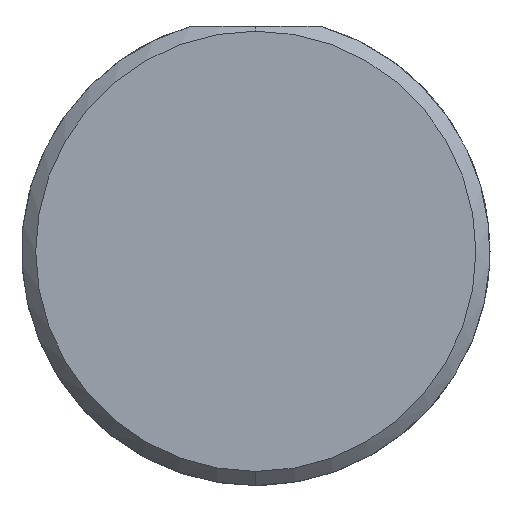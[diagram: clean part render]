
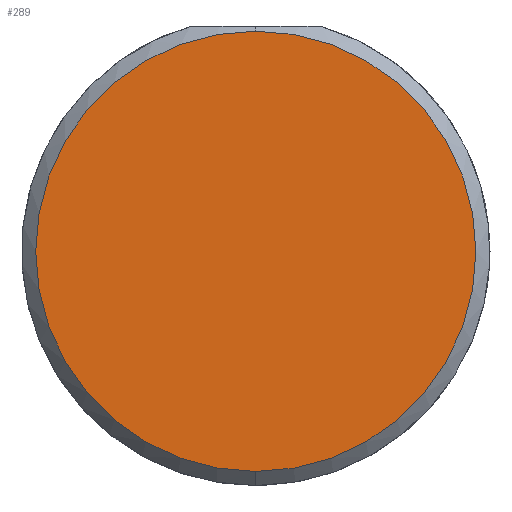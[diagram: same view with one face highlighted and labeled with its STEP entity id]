
A CAD part, left-side view. The second image highlights one B-rep face of the part: STEP entity #289.
In plain terms, the highlighted planar face has unit normal (-1, 0, 0).
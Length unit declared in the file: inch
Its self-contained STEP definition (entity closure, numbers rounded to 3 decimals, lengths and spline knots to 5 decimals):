
#14 = CARTESIAN_POINT ( 'NONE',  ( 0., 0., 0. ) ) ;
#37 = CIRCLE ( 'NONE', #805, 0.23485 ) ;
#48 = PLANE ( 'NONE',  #685 ) ;
#51 = DIRECTION ( 'NONE',  ( 0., 0., -1. ) ) ;
#85 = CIRCLE ( 'NONE', #708, 0.23485 ) ;
#92 = ORIENTED_EDGE ( 'NONE', *, *, #675, .T. ) ;
#123 = VERTEX_POINT ( 'NONE', #702 ) ;
#163 = CARTESIAN_POINT ( 'NONE',  ( 0., 0., 0. ) ) ;
#177 = EDGE_CURVE ( 'NONE', #591, #123, #85, .T. ) ;
#225 = DIRECTION ( 'NONE',  ( 0., 0., 1. ) ) ;
#289 = ADVANCED_FACE ( 'NONE', ( #631 ), #48, .F. ) ;
#308 = CARTESIAN_POINT ( 'NONE',  ( 0., 0., 0. ) ) ;
#346 = ORIENTED_EDGE ( 'NONE', *, *, #177, .T. ) ;
#542 = DIRECTION ( 'NONE',  ( -1., 0., 0. ) ) ;
#591 = VERTEX_POINT ( 'NONE', #815 ) ;
#631 = FACE_OUTER_BOUND ( 'NONE', #755, .T. ) ;
#642 = DIRECTION ( 'NONE',  ( -1., 0., 0. ) ) ;
#675 = EDGE_CURVE ( 'NONE', #123, #591, #37, .T. ) ;
#679 = DIRECTION ( 'NONE',  ( 1., 0., 0. ) ) ;
#685 = AXIS2_PLACEMENT_3D ( 'NONE', #308, #679, #51 ) ;
#702 = CARTESIAN_POINT ( 'NONE',  ( 0., 0., -0.23485 ) ) ;
#708 = AXIS2_PLACEMENT_3D ( 'NONE', #163, #542, #225 ) ;
#717 = DIRECTION ( 'NONE',  ( 0., 0., 1. ) ) ;
#755 = EDGE_LOOP ( 'NONE', ( #92, #346 ) ) ;
#805 = AXIS2_PLACEMENT_3D ( 'NONE', #14, #642, #717 ) ;
#815 = CARTESIAN_POINT ( 'NONE',  ( 0., 0., 0.23485 ) ) ;
